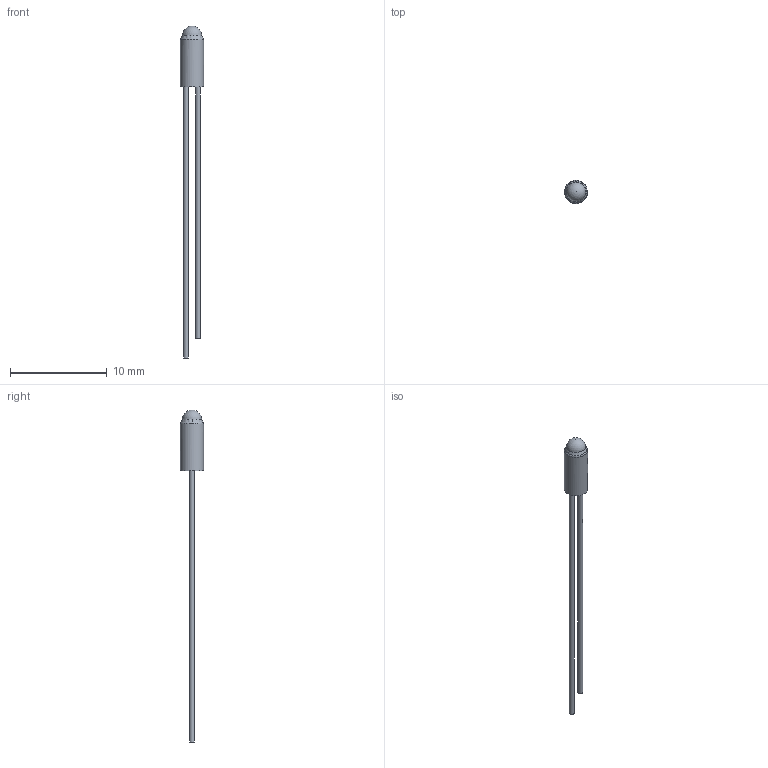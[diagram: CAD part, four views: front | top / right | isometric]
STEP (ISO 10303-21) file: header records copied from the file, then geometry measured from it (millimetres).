
FILE_DESCRIPTION(/* description */ (''),/* implementation_level */ '2;1');
FILE_NAME(/* name */ 'AL115_NEW.step',/* time_stamp */ '2021-08-20T17:19:12+03:00',/* author */ (''),/* organization */ (''),/* preprocessor_version */ 'ST-DEVELOPER v18.1',/* originating_system */ 'Autodesk Translation Framework v10.9.0.1377',/* authorisation */ '');
FILE_SCHEMA (('AUTOMOTIVE_DESIGN { 1 0 10303 214 3 1 1 }'));
Length unit declared in the file: millimetre
Products named in the file (1): AL115_NEW
Bounding box: 2.4 x 2.4 x 34.3 mm (x, y, z)
Volume: 36.4 mm3; surface area: 136.5 mm2
Topology: 3 solids, 3 shells, 12 faces, 19 edges, 12 vertices
Faces by surface type: plane 5, bspline 3, cylinder 3, sphere 1
Full cylindrical faces by diameter (mm): 0.5 x2, 2.4 x1
Entity records: 430 total; most frequent: CARTESIAN_POINT 181, DIRECTION 39, ORIENTED_EDGE 36, EDGE_CURVE 18, AXIS2_PLACEMENT_3D 18, FACE_OUTER_BOUND 12, EDGE_LOOP 12, VERTEX_POINT 12
